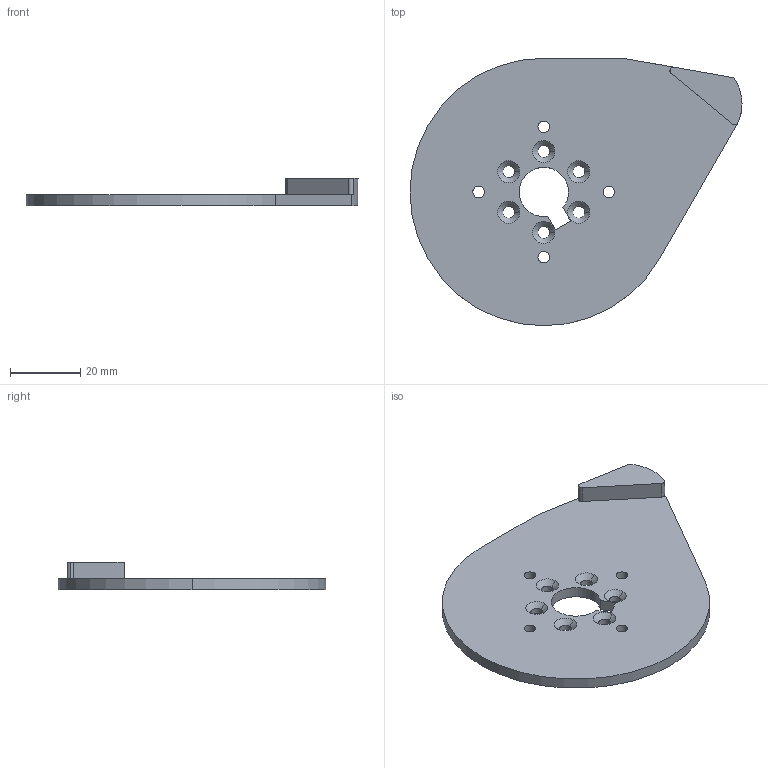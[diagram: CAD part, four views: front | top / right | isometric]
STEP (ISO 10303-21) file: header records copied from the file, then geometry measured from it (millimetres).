
FILE_DESCRIPTION (( 'STEP AP203' ), '1' );
FILE_NAME ('J2 tension ring - precision GB.STEP', '2017-09-18T22:55:08', ( '' ), ( '' ), 'SwSTEP 2.0', 'SolidWorks 2016', '' );
FILE_SCHEMA (( 'CONFIG_CONTROL_DESIGN' ));
Length unit declared in the file: millimetre
Products named in the file (1): J2 tension ring - precision GB
Bounding box: 94.3 x 76 x 7.94 mm (x, y, z)
Volume: 16790.4 mm3; surface area: 11754.7 mm2
Topology: 1 solids, 1 shells, 52 faces, 138 edges, 88 vertices
Faces by surface type: cylinder 30, cone 12, plane 10
Entity records: 1760 total; most frequent: DIRECTION 317, CARTESIAN_POINT 279, ORIENTED_EDGE 276, EDGE_CURVE 138, AXIS2_PLACEMENT_3D 126, VERTEX_POINT 88, EDGE_LOOP 74, CIRCLE 73
